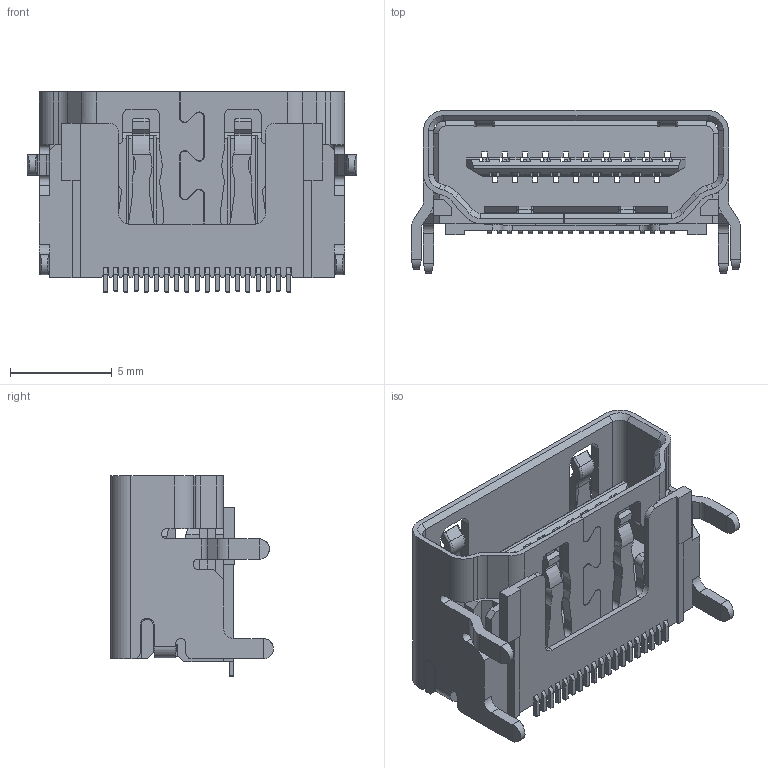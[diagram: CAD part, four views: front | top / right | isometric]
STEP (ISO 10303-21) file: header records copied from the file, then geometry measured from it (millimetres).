
FILE_DESCRIPTION (( 'STEP AP214' ), '1' );
FILE_NAME ('10029449-001RLF.STEP', '2021-05-10T11:25:58', ( '' ), ( '' ), 'SwSTEP 2.0', 'SolidWorks 2018', '' );
FILE_SCHEMA (( 'AUTOMOTIVE_DESIGN' ));
Length unit declared in the file: millimetre
Products named in the file (1): 10029449-001RLF
Bounding box: 16.2 x 8 x 9.85 mm (x, y, z)
Volume: 321.3 mm3; surface area: 1342.5 mm2
Topology: 20 solids, 20 shells, 1505 faces, 4214 edges, 2709 vertices
Faces by surface type: plane 1099, cylinder 374, torus 16, cone 12, bspline 4
Entity records: 48797 total; most frequent: CARTESIAN_POINT 9179, ORIENTED_EDGE 8428, DIRECTION 7729, EDGE_CURVE 4214, VECTOR 3477, LINE 3477, VERTEX_POINT 2709, AXIS2_PLACEMENT_3D 2126
